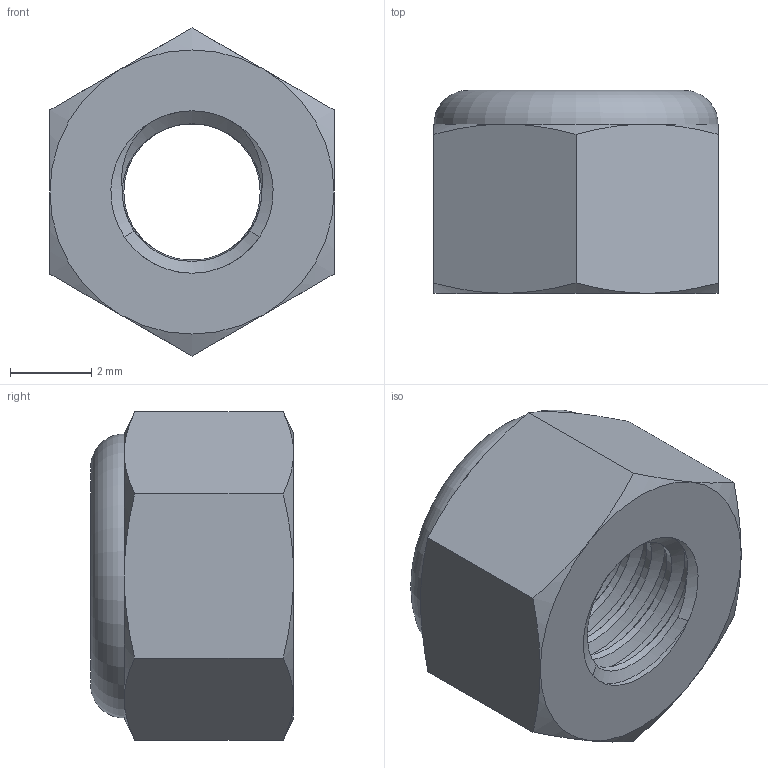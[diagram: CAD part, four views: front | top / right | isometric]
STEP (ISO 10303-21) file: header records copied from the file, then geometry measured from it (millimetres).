
FILE_DESCRIPTION(/* description */ (''),/* implementation_level */ '2;1');
FILE_NAME(/* name */ 'M4 Lock Nut.step',/* time_stamp */ '2018-06-29T23:28:59+02:00',/* author */ ('boelle'),/* organization */ (''),/* preprocessor_version */ 'ST-DEVELOPER v17',/* originating_system */ 'Autodesk Translation Framework v7.1.0.215',/* authorisation */ '');
FILE_SCHEMA (('AUTOMOTIVE_DESIGN { 1 0 10303 214 3 1 1 }','INTEGRATED_CNC_SCHEMA'));
Length unit declared in the file: millimetre
Products named in the file (2): M4 Lock Nut; 94645A101
Assembly tree (1 placements, depth 2):
  M4 Lock Nut
    94645A101
Bounding box: 7 x 5 x 8.08 mm (x, y, z)
Volume: 147.3 mm3; surface area: 352.5 mm2
Topology: 2 solids, 2 shells, 60 faces, 155 edges, 101 vertices
Faces by surface type: cone 28, cylinder 17, plane 12, torus 3
Full cylindrical faces by diameter (mm): 3.359 x1, 3.441 x5, 4 x5, 4.346 x1
Entity records: 2282 total; most frequent: CARTESIAN_POINT 795, ORIENTED_EDGE 310, DIRECTION 306, EDGE_CURVE 155, AXIS2_PLACEMENT_3D 139, VERTEX_POINT 101, EDGE_LOOP 66, CIRCLE 66
